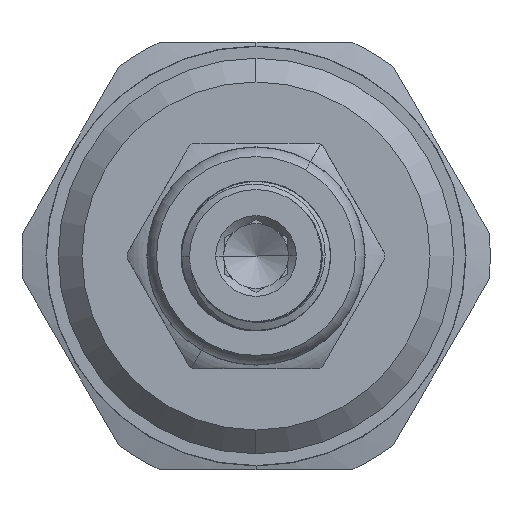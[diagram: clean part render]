
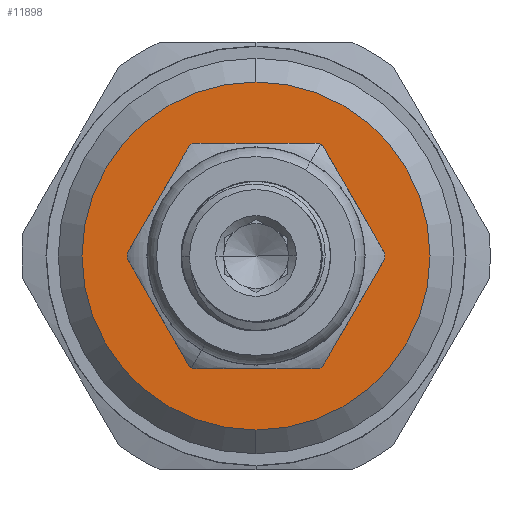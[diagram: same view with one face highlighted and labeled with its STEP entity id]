
A CAD part, left-side view. The second image highlights one B-rep face of the part: STEP entity #11898.
In plain terms, the highlighted planar face has unit normal (-1, 0, 0).
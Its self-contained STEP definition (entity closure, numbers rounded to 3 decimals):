
#1256 = DIRECTION ( 'NONE',  ( 0., 0., -1. ) ) ;
#1629 = PLANE ( 'NONE',  #5958 ) ;
#1744 = DIRECTION ( 'NONE',  ( 0., 0.5, -0.866 ) ) ;
#1831 = AXIS2_PLACEMENT_3D ( 'NONE', #24175, #20548, #1744 ) ;
#1947 = EDGE_LOOP ( 'NONE', ( #7056, #5624 ) ) ;
#2550 = FACE_OUTER_BOUND ( 'NONE', #1947, .T. ) ;
#3379 = CARTESIAN_POINT ( 'NONE',  ( -91., 11., 0. ) ) ;
#3792 = CARTESIAN_POINT ( 'NONE',  ( -91., 0., 0. ) ) ;
#5365 = EDGE_LOOP ( 'NONE', ( #15486, #16558 ) ) ;
#5624 = ORIENTED_EDGE ( 'NONE', *, *, #13330, .F. ) ;
#5641 = CIRCLE ( 'NONE', #21331, 11. ) ;
#5958 = AXIS2_PLACEMENT_3D ( 'NONE', #3379, #14451, #16340 ) ;
#6921 = EDGE_CURVE ( 'NONE', #7649, #13957, #13396, .T. ) ;
#7016 = DIRECTION ( 'NONE',  ( 1., 0., 0. ) ) ;
#7056 = ORIENTED_EDGE ( 'NONE', *, *, #16551, .F. ) ;
#7106 = CARTESIAN_POINT ( 'NONE',  ( -91., 3.437, -5.954 ) ) ;
#7333 = DIRECTION ( 'NONE',  ( 1., 0., 0. ) ) ;
#7340 = CARTESIAN_POINT ( 'NONE',  ( -91., 0., -11. ) ) ;
#7649 = VERTEX_POINT ( 'NONE', #11007 ) ;
#8892 = CARTESIAN_POINT ( 'NONE',  ( -91., 0., 11. ) ) ;
#10358 = CIRCLE ( 'NONE', #20121, 6.875 ) ;
#11007 = CARTESIAN_POINT ( 'NONE',  ( -91., -3.437, 5.954 ) ) ;
#11133 = VERTEX_POINT ( 'NONE', #7340 ) ;
#11875 = FACE_BOUND ( 'NONE', #5365, .T. ) ;
#11898 = ADVANCED_FACE ( 'NONE', ( #11875, #2550 ), #1629, .T. ) ;
#13330 = EDGE_CURVE ( 'NONE', #19712, #11133, #5641, .T. ) ;
#13396 = CIRCLE ( 'NONE', #1831, 6.875 ) ;
#13482 = AXIS2_PLACEMENT_3D ( 'NONE', #3792, #7333, #20463 ) ;
#13957 = VERTEX_POINT ( 'NONE', #7106 ) ;
#14451 = DIRECTION ( 'NONE',  ( -1., 0., 0. ) ) ;
#14626 = DIRECTION ( 'NONE',  ( 0., 0.5, -0.866 ) ) ;
#15486 = ORIENTED_EDGE ( 'NONE', *, *, #6921, .T. ) ;
#16293 = CARTESIAN_POINT ( 'NONE',  ( -91., 0., 0. ) ) ;
#16340 = DIRECTION ( 'NONE',  ( 0., 0., 1. ) ) ;
#16551 = EDGE_CURVE ( 'NONE', #11133, #19712, #20643, .T. ) ;
#16558 = ORIENTED_EDGE ( 'NONE', *, *, #18945, .T. ) ;
#18945 = EDGE_CURVE ( 'NONE', #13957, #7649, #10358, .T. ) ;
#19712 = VERTEX_POINT ( 'NONE', #8892 ) ;
#20060 = CARTESIAN_POINT ( 'NONE',  ( -91., 0., 0. ) ) ;
#20121 = AXIS2_PLACEMENT_3D ( 'NONE', #20060, #24154, #14626 ) ;
#20463 = DIRECTION ( 'NONE',  ( 0., 0., -1. ) ) ;
#20548 = DIRECTION ( 'NONE',  ( 1., 0., 0. ) ) ;
#20643 = CIRCLE ( 'NONE', #13482, 11. ) ;
#21331 = AXIS2_PLACEMENT_3D ( 'NONE', #16293, #7016, #1256 ) ;
#24154 = DIRECTION ( 'NONE',  ( 1., 0., 0. ) ) ;
#24175 = CARTESIAN_POINT ( 'NONE',  ( -91., 0., 0. ) ) ;
